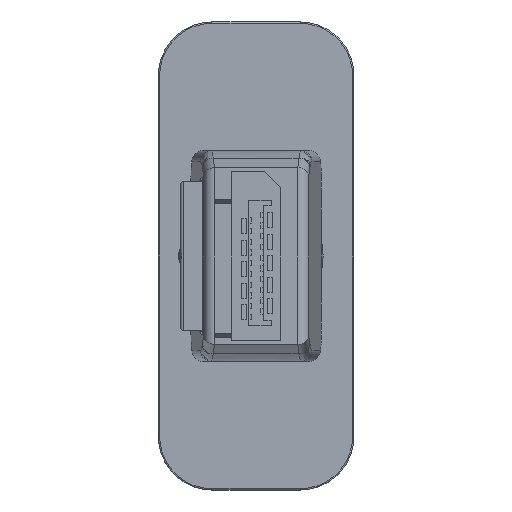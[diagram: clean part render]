
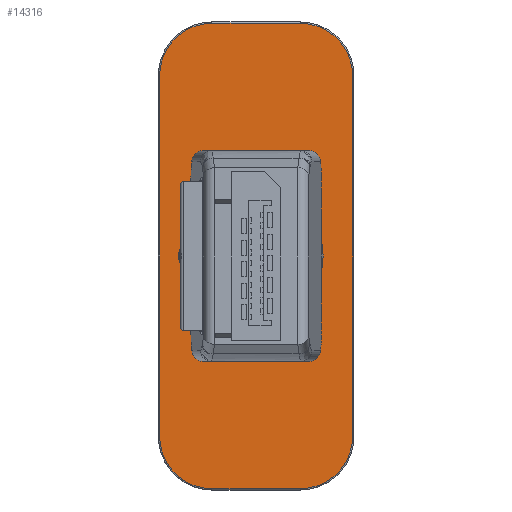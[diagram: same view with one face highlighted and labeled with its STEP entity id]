
A CAD part, left-side view. The second image highlights one B-rep face of the part: STEP entity #14316.
In plain terms, the highlighted face is planar.
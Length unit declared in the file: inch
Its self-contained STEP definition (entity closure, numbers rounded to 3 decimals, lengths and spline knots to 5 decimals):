
#470 = VERTEX_POINT ( 'NONE', #5102 ) ;
#516 = EDGE_CURVE ( 'NONE', #523, #470, #5221, .T. ) ;
#523 = VERTEX_POINT ( 'NONE', #5211 ) ;
#1215 = VERTEX_POINT ( 'NONE', #6217 ) ;
#1505 = EDGE_CURVE ( 'NONE', #14991, #1215, #6531, .T. ) ;
#1545 = ORIENTED_EDGE ( 'NONE', *, *, #516, .F. ) ;
#1549 = ORIENTED_EDGE ( 'NONE', *, *, #13384, .F. ) ;
#1593 = EDGE_LOOP ( 'NONE', ( #1549, #1545 ) ) ;
#1598 = EDGE_CURVE ( 'NONE', #14613, #2450, #6619, .T. ) ;
#1946 = ORIENTED_EDGE ( 'NONE', *, *, #14694, .T. ) ;
#2181 = ORIENTED_EDGE ( 'NONE', *, *, #14627, .T. ) ;
#2447 = VERTEX_POINT ( 'NONE', #12489 ) ;
#2450 = VERTEX_POINT ( 'NONE', #12485 ) ;
#3314 = ORIENTED_EDGE ( 'NONE', *, *, #1598, .T. ) ;
#5102 = CARTESIAN_POINT ( 'NONE',  ( 0.25, 0.365, 0. ) ) ;
#5168 = AXIS2_PLACEMENT_3D ( 'NONE', #5208, #5207, #5206 ) ;
#5206 = DIRECTION ( 'NONE',  ( -1., 0., 0. ) ) ;
#5207 = DIRECTION ( 'NONE',  ( 0., 0., 1. ) ) ;
#5208 = CARTESIAN_POINT ( 'NONE',  ( 0., 0.365, 0. ) ) ;
#5211 = CARTESIAN_POINT ( 'NONE',  ( -0.25, 0.365, 0. ) ) ;
#5221 = CIRCLE ( 'NONE', #5168, 0.25 ) ;
#6217 = CARTESIAN_POINT ( 'NONE',  ( 0.868, 0.2, 0. ) ) ;
#6485 = CARTESIAN_POINT ( 'NONE',  ( 0.673, 0.2, 0. ) ) ;
#6530 = AXIS2_PLACEMENT_3D ( 'NONE', #6485, #6562, #6561 ) ;
#6531 = CIRCLE ( 'NONE', #6530, 0.195 ) ;
#6561 = DIRECTION ( 'NONE',  ( -1., 0., 0. ) ) ;
#6562 = DIRECTION ( 'NONE',  ( 0., 0., 1. ) ) ;
#6603 = DIRECTION ( 'NONE',  ( -1., 0., 0. ) ) ;
#6604 = DIRECTION ( 'NONE',  ( 0., 0., 1. ) ) ;
#6605 = AXIS2_PLACEMENT_3D ( 'NONE', #6623, #6604, #6603 ) ;
#6619 = CIRCLE ( 'NONE', #6605, 0.195 ) ;
#6623 = CARTESIAN_POINT ( 'NONE',  ( 0.673, 0.53, 0. ) ) ;
#12485 = CARTESIAN_POINT ( 'NONE',  ( 0.673, 0.725, 0. ) ) ;
#12489 = CARTESIAN_POINT ( 'NONE',  ( -0.673, 0.725, 0. ) ) ;
#13384 = EDGE_CURVE ( 'NONE', #470, #523, #24529, .T. ) ;
#14316 = ADVANCED_FACE ( 'NONE', ( #24709, #24768 ), #24705, .F. ) ;
#14327 = EDGE_CURVE ( 'NONE', #2450, #2447, #24762, .T. ) ;
#14329 = ORIENTED_EDGE ( 'NONE', *, *, #14327, .T. ) ;
#14342 = EDGE_LOOP ( 'NONE', ( #14329, #2181, #15027, #14973, #14873, #14748, #1946, #3314 ) ) ;
#14608 = EDGE_CURVE ( 'NONE', #14855, #14991, #24800, .T. ) ;
#14613 = VERTEX_POINT ( 'NONE', #24848 ) ;
#14627 = EDGE_CURVE ( 'NONE', #2447, #14919, #24840, .T. ) ;
#14694 = EDGE_CURVE ( 'NONE', #1215, #14613, #24854, .T. ) ;
#14735 = EDGE_CURVE ( 'NONE', #14919, #14850, #24891, .T. ) ;
#14748 = ORIENTED_EDGE ( 'NONE', *, *, #1505, .T. ) ;
#14850 = VERTEX_POINT ( 'NONE', #24875 ) ;
#14855 = VERTEX_POINT ( 'NONE', #24921 ) ;
#14873 = ORIENTED_EDGE ( 'NONE', *, *, #14608, .T. ) ;
#14877 = EDGE_CURVE ( 'NONE', #14850, #14855, #24913, .T. ) ;
#14919 = VERTEX_POINT ( 'NONE', #24954 ) ;
#14973 = ORIENTED_EDGE ( 'NONE', *, *, #14877, .T. ) ;
#14991 = VERTEX_POINT ( 'NONE', #24949 ) ;
#15027 = ORIENTED_EDGE ( 'NONE', *, *, #14735, .T. ) ;
#24525 = DIRECTION ( 'NONE',  ( -1., 0., 0. ) ) ;
#24526 = DIRECTION ( 'NONE',  ( 0., 0., 1. ) ) ;
#24527 = CARTESIAN_POINT ( 'NONE',  ( 0., 0.365, 0. ) ) ;
#24528 = AXIS2_PLACEMENT_3D ( 'NONE', #24527, #24526, #24525 ) ;
#24529 = CIRCLE ( 'NONE', #24528, 0.25 ) ;
#24682 = CARTESIAN_POINT ( 'NONE',  ( -0.873, 0.73, 0. ) ) ;
#24705 = PLANE ( 'NONE',  #24764 ) ;
#24709 = FACE_OUTER_BOUND ( 'NONE', #14342, .T. ) ;
#24754 = DIRECTION ( 'NONE',  ( -1., 0., 0. ) ) ;
#24755 = VECTOR ( 'NONE', #24754, 39.37008 ) ;
#24756 = CARTESIAN_POINT ( 'NONE',  ( -0.873, 0.725, 0. ) ) ;
#24762 = LINE ( 'NONE', #24756, #24755 ) ;
#24763 = DIRECTION ( 'NONE',  ( -1., 0., 0. ) ) ;
#24764 = AXIS2_PLACEMENT_3D ( 'NONE', #24682, #24769, #24763 ) ;
#24768 = FACE_BOUND ( 'NONE', #1593, .T. ) ;
#24769 = DIRECTION ( 'NONE',  ( 0., 0., -1. ) ) ;
#24800 = LINE ( 'NONE', #24843, #24842 ) ;
#24801 = AXIS2_PLACEMENT_3D ( 'NONE', #24832, #24831, #24830 ) ;
#24830 = DIRECTION ( 'NONE',  ( -1., 0., 0. ) ) ;
#24831 = DIRECTION ( 'NONE',  ( 0., 0., 1. ) ) ;
#24832 = CARTESIAN_POINT ( 'NONE',  ( -0.673, 0.53, 0. ) ) ;
#24840 = CIRCLE ( 'NONE', #24801, 0.195 ) ;
#24841 = DIRECTION ( 'NONE',  ( 1., 0., 0. ) ) ;
#24842 = VECTOR ( 'NONE', #24841, 39.37008 ) ;
#24843 = CARTESIAN_POINT ( 'NONE',  ( 0.673, 0.005, 0. ) ) ;
#24848 = CARTESIAN_POINT ( 'NONE',  ( 0.868, 0.53, 0. ) ) ;
#24851 = DIRECTION ( 'NONE',  ( 0., 1., 0. ) ) ;
#24852 = VECTOR ( 'NONE', #24851, 39.37008 ) ;
#24853 = CARTESIAN_POINT ( 'NONE',  ( 0.868, 0.73, 0. ) ) ;
#24854 = LINE ( 'NONE', #24853, #24852 ) ;
#24875 = CARTESIAN_POINT ( 'NONE',  ( -0.868, 0.2, 0. ) ) ;
#24888 = DIRECTION ( 'NONE',  ( 0., -1., 0. ) ) ;
#24889 = VECTOR ( 'NONE', #24888, 39.37008 ) ;
#24890 = CARTESIAN_POINT ( 'NONE',  ( -0.868, 0.73, 0. ) ) ;
#24891 = LINE ( 'NONE', #24890, #24889 ) ;
#24910 = DIRECTION ( 'NONE',  ( -1., 0., 0. ) ) ;
#24911 = DIRECTION ( 'NONE',  ( 0., 0., 1. ) ) ;
#24912 = AXIS2_PLACEMENT_3D ( 'NONE', #24919, #24911, #24910 ) ;
#24913 = CIRCLE ( 'NONE', #24912, 0.195 ) ;
#24919 = CARTESIAN_POINT ( 'NONE',  ( -0.673, 0.2, 0. ) ) ;
#24921 = CARTESIAN_POINT ( 'NONE',  ( -0.673, 0.005, 0. ) ) ;
#24949 = CARTESIAN_POINT ( 'NONE',  ( 0.673, 0.005, 0. ) ) ;
#24954 = CARTESIAN_POINT ( 'NONE',  ( -0.868, 0.53, 0. ) ) ;
